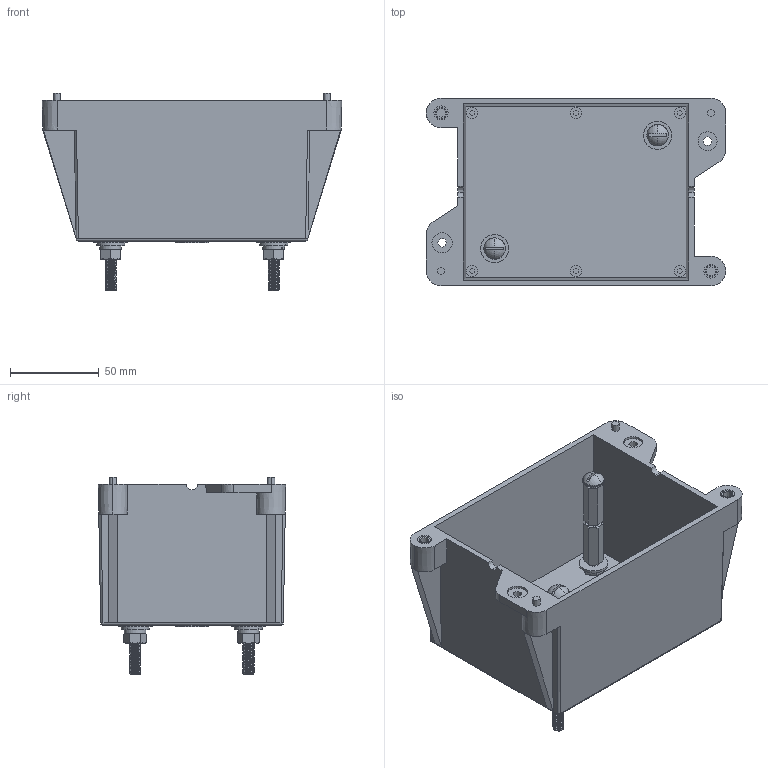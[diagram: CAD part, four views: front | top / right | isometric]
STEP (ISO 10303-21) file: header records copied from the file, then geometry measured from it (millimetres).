
FILE_DESCRIPTION (( 'STEP AP214' ), '1' );
FILE_NAME ('1000-776-E.STEP', '2019-01-22T19:54:52', ( '' ), ( '' ), 'SwSTEP 2.0', 'SolidWorks 2018', '' );
FILE_SCHEMA (( 'AUTOMOTIVE_DESIGN' ));
Length unit declared in the file: inch
Products named in the file (31): 2103-025; 2101-034_92453A537; 2100-012; 2101-034; 2107-079 rev o; 2103-028; 2103-030; 2100-041 rev o; 2001-106; 1000-776-E; 2107-069; 2103-081; 2103-030_Compressed
Assembly tree (31 placements, depth 2):
  2103-028
  1000-776-E
    2107-069
    2100-041 rev o
    2100-012
    2100-012
    2103-030
    2103-030
    2101-034
    2100-041 rev o
    2103-025
    2101-034
    2107-069
    2103-025
  2103-028
  2103-081
  2107-079 rev o
Bounding box: 168.24 x 105.38 x 111.18 mm (x, y, z)
Volume: 198277.7 mm3; surface area: 122975.6 mm2
Topology: 19 solids, 19 shells, 873 faces, 2290 edges, 1504 vertices
Faces by surface type: cylinder 474, plane 177, bspline 126, cone 80, sphere 8, torus 8
Entity records: 32442 total; most frequent: CARTESIAN_POINT 20474, ORIENTED_EDGE 2634, DIRECTION 1986, EDGE_CURVE 1317, VERTEX_POINT 852, AXIS2_PLACEMENT_3D 760, EDGE_LOOP 563, FACE_OUTER_BOUND 515
